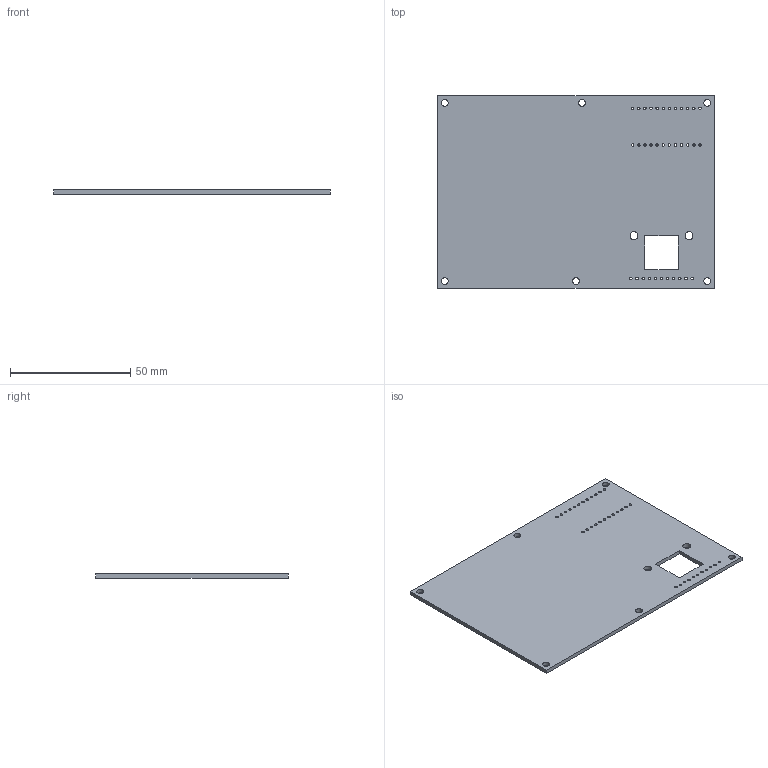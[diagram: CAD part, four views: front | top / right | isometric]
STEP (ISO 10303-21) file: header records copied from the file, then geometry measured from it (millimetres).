
FILE_DESCRIPTION(/* description */ (''),/* implementation_level */ '2;1');
FILE_NAME(/* name */ 'microkeyboard_smd_6_6 v4.step',/* time_stamp */ '2022-07-24T12:33:39+09:00',/* author */ (''),/* organization */ (''),/* preprocessor_version */ 'ST-DEVELOPER v19',/* originating_system */ 'Autodesk Translation Framework v11.7.0.108',/* authorisation */ '');
FILE_SCHEMA (('AUTOMOTIVE_DESIGN { 1 0 10303 214 3 1 1 }'));
Length unit declared in the file: millimetre
Products named in the file (2): microkeyboard_smd_6_6; Board
Assembly tree (1 placements, depth 2):
  microkeyboard_smd_6_6
    Board
Bounding box: 115 x 80 x 1.67 mm (x, y, z)
Volume: 14899.5 mm3; surface area: 18896.9 mm2
Topology: 1 solids, 1 shells, 53 faces, 153 edges, 102 vertices
Faces by surface type: cylinder 43, plane 10
Full cylindrical faces by diameter (mm): 1 x11, 1.016 x24, 2.8 x6, 3.3 x2
Entity records: 2052 total; most frequent: DIRECTION 353, CARTESIAN_POINT 312, ORIENTED_EDGE 306, EDGE_CURVE 153, AXIS2_PLACEMENT_3D 143, EDGE_LOOP 141, VERTEX_POINT 102, FACE_BOUND 88
